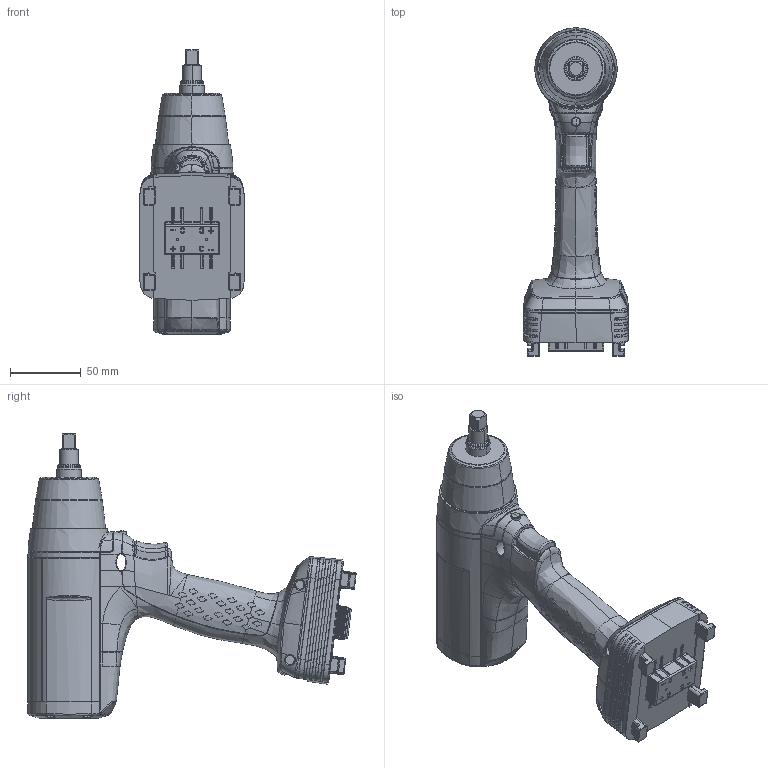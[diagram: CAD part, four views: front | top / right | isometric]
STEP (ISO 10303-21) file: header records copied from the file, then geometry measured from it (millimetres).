
FILE_DESCRIPTION((''),'2;1');
FILE_NAME('8433323030_SW','2019-11-08T09:56:27',('Toocsr'),(''),'CREO PARAMETRIC BY PTC INC, 2018100','CREO PARAMETRIC BY PTC INC, 2018100','');
FILE_SCHEMA(('AP242_MANAGED_MODEL_BASED_3D_ENGINEERING_MIM_LF { 1 0 10303 442 1 1 4 }'));
Length unit declared in the file: millimetre
Products named in the file (1): 8433323030_SW
Bounding box: 74.52 x 231.33 x 200.41 mm (x, y, z)
Volume: 709198 mm3; surface area: 130925 mm2
Topology: 1 solids, 2 shells, 4105 faces, 10640 edges, 6519 vertices
Faces by surface type: bspline 1703, plane 1034, cylinder 919, cone 202, sphere 102, torus 93, extrusion 52
Entity records: 269040 total; most frequent: CARTESIAN_POINT 142402, ORIENTED_EDGE 21276, DIRECTION 13041, EDGE_CURVE 10638, VERTEX_POINT 6519, FILL_AREA_STYLE_COLOUR 6380, FILL_AREA_STYLE 6380, SURFACE_STYLE_FILL_AREA 6380
